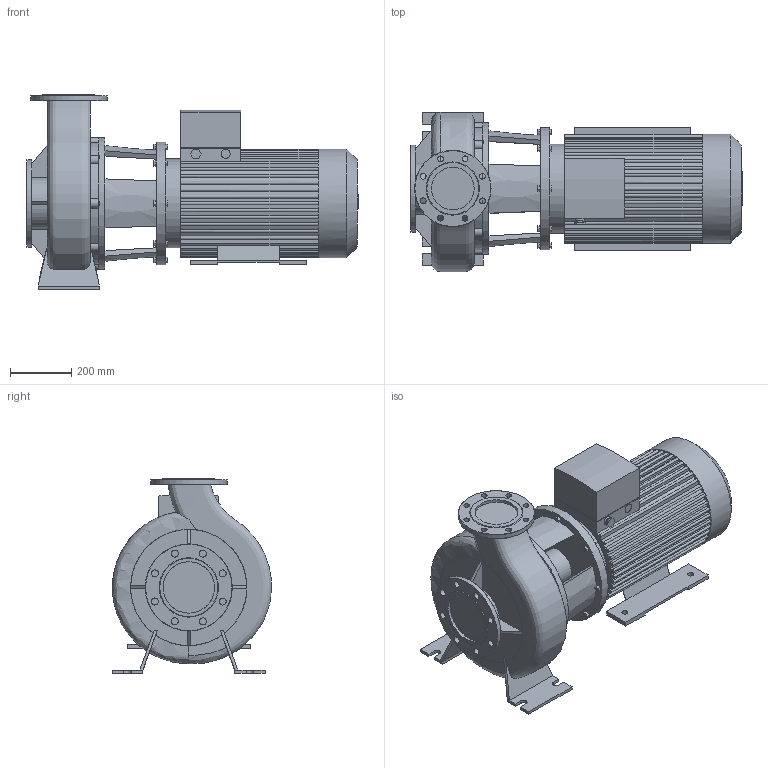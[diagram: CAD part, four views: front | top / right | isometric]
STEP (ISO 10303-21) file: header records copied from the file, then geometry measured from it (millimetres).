
FILE_DESCRIPTION(/* description */ (''),/* implementation_level */ '2;1');
FILE_NAME(/* name */ '3d_BL125_295-30_4-2160679.stp',/* time_stamp */ '2017-11-06T15:09:47+01:00',/* author */ ('Andrzej'),/* organization */ (''),/* preprocessor_version */ 'ST-DEVELOPER v16.13',/* originating_system */ 'AutoCAD Mechanical',/* authorisation */ '');
FILE_SCHEMA (('AUTOMOTIVE_DESIGN { 1 0 10303 214 3 1 1 }'));
Length unit declared in the file: millimetre
Products named in the file (1): Product
Bounding box: 1086 x 521 x 635 mm (x, y, z)
Volume: 112848389.6 mm3; surface area: 3738847 mm2
Topology: 10 solids, 10 shells, 640 faces, 1655 edges, 1074 vertices
Faces by surface type: plane 424, cylinder 153, bspline 40, cone 19, torus 4
Full cylindrical faces by diameter (mm): 10 x8, 19 x12, 23 x8, 26 x1, 30 x4, 120 x1, 139.7 x1, 168.3 x1, 250 x1, 285 x1, 291 x1, 356 x1, 400 x1, 430 x1
Entity records: 26359 total; most frequent: CARTESIAN_POINT 10768, ORIENTED_EDGE 3194, DIRECTION 3122, EDGE_CURVE 1597, VERTEX_POINT 1073, LINE 1066, VECTOR 1066, AXIS2_PLACEMENT_3D 1028
